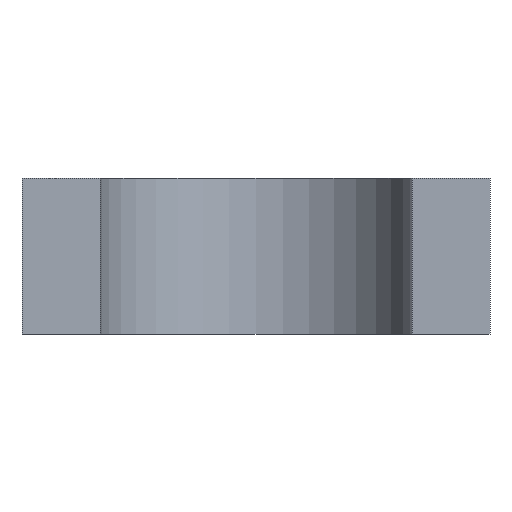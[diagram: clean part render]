
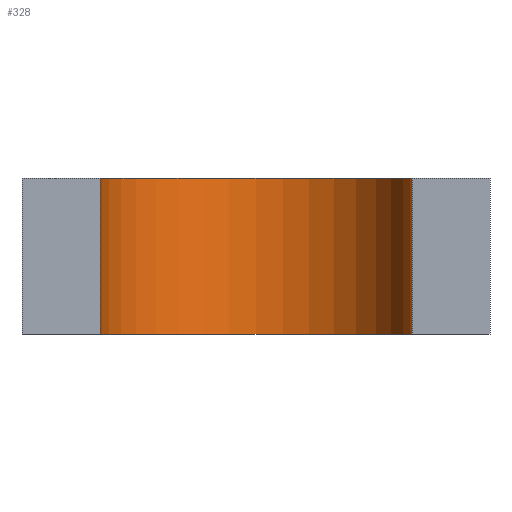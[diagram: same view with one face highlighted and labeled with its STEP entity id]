
A CAD part, front view. The second image highlights one B-rep face of the part: STEP entity #328.
In plain terms, the highlighted cylindrical face has radius 20 mm (diameter 40 mm), a partial arc.
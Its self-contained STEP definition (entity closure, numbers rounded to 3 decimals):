
#4 = CARTESIAN_POINT ( 'NONE',  ( 20., 50., -10. ) ) ;
#39 = AXIS2_PLACEMENT_3D ( 'NONE', #275, #195, #370 ) ;
#49 = DIRECTION ( 'NONE',  ( 0., 0., -1. ) ) ;
#76 = DIRECTION ( 'NONE',  ( 0., 0., -1. ) ) ;
#137 = CARTESIAN_POINT ( 'NONE',  ( 0., 50., 10. ) ) ;
#146 = EDGE_CURVE ( 'NONE', #595, #293, #802, .T. ) ;
#165 = VERTEX_POINT ( 'NONE', #875 ) ;
#195 = DIRECTION ( 'NONE',  ( 0., 0., -1. ) ) ;
#207 = ORIENTED_EDGE ( 'NONE', *, *, #640, .T. ) ;
#263 = CARTESIAN_POINT ( 'NONE',  ( 20., 50., 10. ) ) ;
#275 = CARTESIAN_POINT ( 'NONE',  ( 0., 50., 10. ) ) ;
#293 = VERTEX_POINT ( 'NONE', #4 ) ;
#305 = VECTOR ( 'NONE', #76, 1000. ) ;
#312 = DIRECTION ( 'NONE',  ( -1., 0., 0. ) ) ;
#313 = EDGE_CURVE ( 'NONE', #165, #293, #1018, .T. ) ;
#328 = ADVANCED_FACE ( 'NONE', ( #792 ), #624, .F. ) ;
#351 = VECTOR ( 'NONE', #532, 1000. ) ;
#370 = DIRECTION ( 'NONE',  ( -1., 0., 0. ) ) ;
#384 = DIRECTION ( 'NONE',  ( 0., 0., -1. ) ) ;
#410 = CARTESIAN_POINT ( 'NONE',  ( -20., 50., -10. ) ) ;
#529 = AXIS2_PLACEMENT_3D ( 'NONE', #885, #384, #546 ) ;
#532 = DIRECTION ( 'NONE',  ( 0., 0., -1. ) ) ;
#546 = DIRECTION ( 'NONE',  ( -1., 0., 0. ) ) ;
#578 = ORIENTED_EDGE ( 'NONE', *, *, #313, .F. ) ;
#595 = VERTEX_POINT ( 'NONE', #410 ) ;
#612 = ORIENTED_EDGE ( 'NONE', *, *, #146, .T. ) ;
#624 = CYLINDRICAL_SURFACE ( 'NONE', #39, 20. ) ;
#640 = EDGE_CURVE ( 'NONE', #648, #595, #983, .T. ) ;
#648 = VERTEX_POINT ( 'NONE', #844 ) ;
#694 = EDGE_LOOP ( 'NONE', ( #612, #578, #816, #207 ) ) ;
#726 = AXIS2_PLACEMENT_3D ( 'NONE', #137, #49, #312 ) ;
#792 = FACE_OUTER_BOUND ( 'NONE', #694, .T. ) ;
#802 = CIRCLE ( 'NONE', #529, 20. ) ;
#816 = ORIENTED_EDGE ( 'NONE', *, *, #931, .F. ) ;
#826 = CARTESIAN_POINT ( 'NONE',  ( -20., 50., 10. ) ) ;
#844 = CARTESIAN_POINT ( 'NONE',  ( -20., 50., 10. ) ) ;
#875 = CARTESIAN_POINT ( 'NONE',  ( 20., 50., 10. ) ) ;
#885 = CARTESIAN_POINT ( 'NONE',  ( 0., 50., -10. ) ) ;
#931 = EDGE_CURVE ( 'NONE', #648, #165, #987, .T. ) ;
#983 = LINE ( 'NONE', #826, #305 ) ;
#987 = CIRCLE ( 'NONE', #726, 20. ) ;
#1018 = LINE ( 'NONE', #263, #351 ) ;
